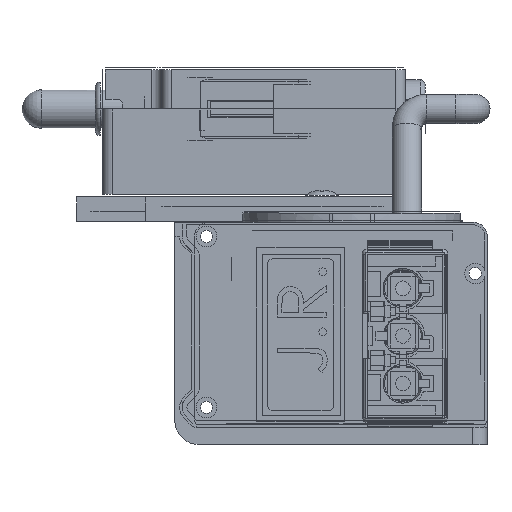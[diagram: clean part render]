
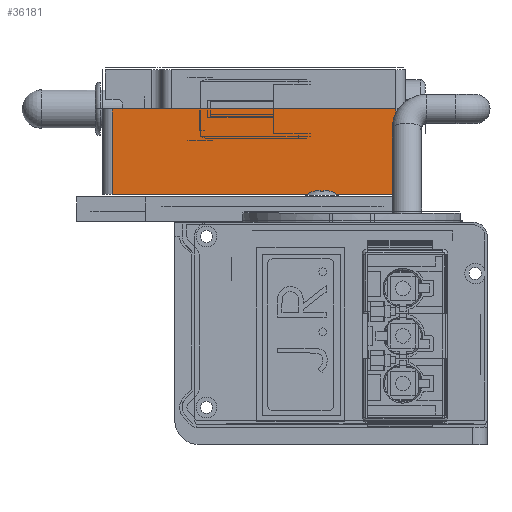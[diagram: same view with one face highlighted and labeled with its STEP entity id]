
A CAD part, front view. The second image highlights one B-rep face of the part: STEP entity #36181.
In plain terms, the highlighted planar face has unit normal (0, -1, 0).
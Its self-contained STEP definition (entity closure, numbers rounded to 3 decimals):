
#2037=PLANE('',#38694);
#3631=FACE_OUTER_BOUND('',#5452,.T.);
#5452=EDGE_LOOP('',(#33800,#33801,#33802,#33803));
#10595=LINE('',#60854,#14989);
#10606=LINE('',#60894,#15000);
#10607=LINE('',#60897,#15001);
#10608=LINE('',#60898,#15002);
#14989=VECTOR('',#47673,58.);
#15000=VECTOR('',#47708,17.5);
#15001=VECTOR('',#47711,58.);
#15002=VECTOR('',#47712,17.5);
#18875=VERTEX_POINT('',#60851);
#18876=VERTEX_POINT('',#60853);
#18893=VERTEX_POINT('',#60892);
#18894=VERTEX_POINT('',#60896);
#24326=EDGE_CURVE('',#18875,#18876,#10595,.T.);
#24347=EDGE_CURVE('',#18893,#18875,#10606,.T.);
#24348=EDGE_CURVE('',#18894,#18893,#10607,.T.);
#24349=EDGE_CURVE('',#18876,#18894,#10608,.T.);
#33800=ORIENTED_EDGE('',*,*,#24348,.F.);
#33801=ORIENTED_EDGE('',*,*,#24349,.F.);
#33802=ORIENTED_EDGE('',*,*,#24326,.F.);
#33803=ORIENTED_EDGE('',*,*,#24347,.F.);
#36181=ADVANCED_FACE('',(#3631),#2037,.T.);
#38694=AXIS2_PLACEMENT_3D('',#60895,#47709,#47710);
#47673=DIRECTION('',(1.,0.,0.));
#47708=DIRECTION('',(0.,0.,1.));
#47709=DIRECTION('center_axis',(0.,-1.,0.));
#47710=DIRECTION('ref_axis',(1.,0.,0.));
#47711=DIRECTION('',(-1.,0.,0.));
#47712=DIRECTION('',(0.,0.,-1.));
#60851=CARTESIAN_POINT('',(-46.75,536.,64.9));
#60853=CARTESIAN_POINT('',(11.25,536.,64.9));
#60854=CARTESIAN_POINT('',(-48.75,536.,64.9));
#60892=CARTESIAN_POINT('',(-46.75,536.,47.4));
#60894=CARTESIAN_POINT('',(-46.75,536.,46.9));
#60895=CARTESIAN_POINT('Origin',(-48.75,536.,46.9));
#60896=CARTESIAN_POINT('',(11.25,536.,47.4));
#60897=CARTESIAN_POINT('',(-33.25,536.,47.4));
#60898=CARTESIAN_POINT('',(11.25,536.,46.9));
